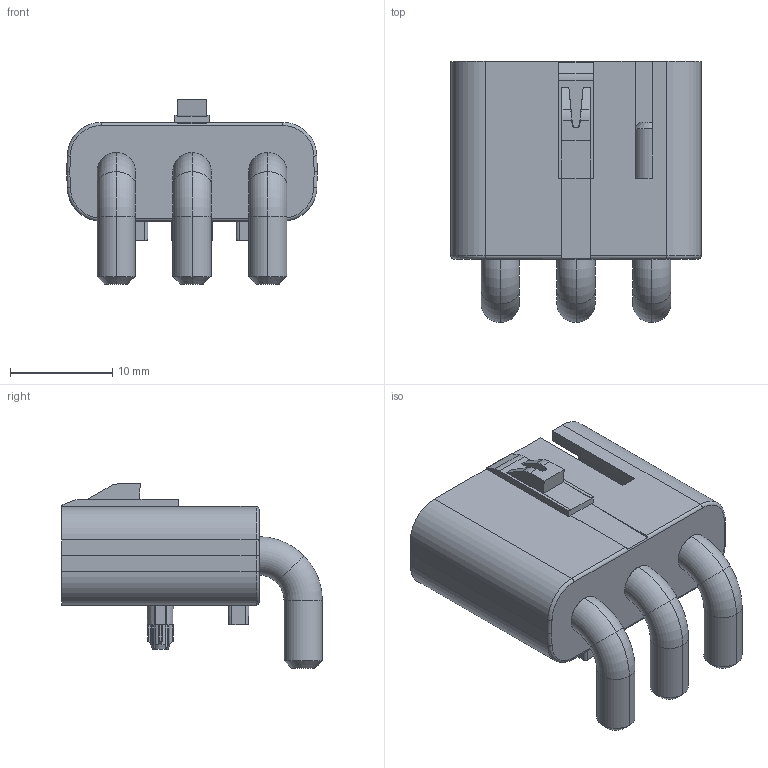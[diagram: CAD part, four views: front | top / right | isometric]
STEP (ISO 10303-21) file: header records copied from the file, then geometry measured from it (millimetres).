
FILE_DESCRIPTION((''),'2;1');
FILE_NAME('2018431031','2017-05-02T',('ksrinivasara'),(''),'PRO/ENGINEER BY PARAMETRIC TECHNOLOGY CORPORATION, 2012310','PRO/ENGINEER BY PARAMETRIC TECHNOLOGY CORPORATION, 2012310','');
FILE_SCHEMA(('CONFIG_CONTROL_DESIGN'));
Length unit declared in the file: millimetre
Products named in the file (1): 2018431031
Bounding box: 24.46 x 25.48 x 18.05 mm (x, y, z)
Volume: 3273.7 mm3; surface area: 3048.7 mm2
Topology: 1 solids, 1 shells, 193 faces, 550 edges, 369 vertices
Faces by surface type: plane 92, cone 45, cylinder 34, torus 16, bspline 6
Entity records: 7338 total; most frequent: CARTESIAN_POINT 2381, ORIENTED_EDGE 1084, DIRECTION 948, EDGE_CURVE 542, VERTEX_POINT 361, AXIS2_PLACEMENT_3D 339, VECTOR 270, LINE 270
